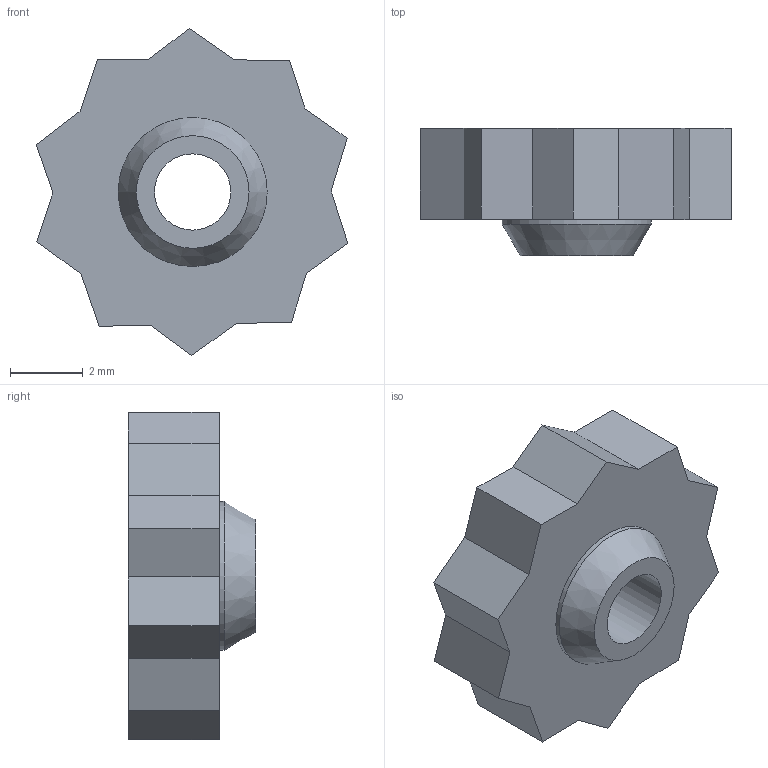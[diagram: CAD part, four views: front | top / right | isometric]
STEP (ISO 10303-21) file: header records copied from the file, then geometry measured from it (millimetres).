
FILE_DESCRIPTION(/* description */ (''),/* implementation_level */ '2;1');
FILE_NAME(/* name */ 'Baseplate P1.0.step',/* time_stamp */ '2018-01-23T15:02:58-05:00',/* author */ (''),/* organization */ (''),/* preprocessor_version */ 'ST-DEVELOPER v16.13',/* originating_system */ 'Autodesk Translation Framework v6.5.0.72',/* authorisation */ '');
FILE_SCHEMA (('AUTOMOTIVE_DESIGN { 1 0 10303 214 3 1 1 }'));
Length unit declared in the file: millimetre
Products named in the file (1): Baseplate P1.0
Bounding box: 8.58 x 3.5 x 9 mm (x, y, z)
Volume: 85.5 mm3; surface area: 233.9 mm2
Topology: 1 solids, 1 shells, 41 faces, 104 edges, 69 vertices
Faces by surface type: plane 36, cylinder 4, cone 1
Full cylindrical faces by diameter (mm): 2.1 x1, 2.5 x1, 4.1 x1, 4.2 x1
Entity records: 1245 total; most frequent: CARTESIAN_POINT 215, ORIENTED_EDGE 208, DIRECTION 197, EDGE_CURVE 104, LINE 95, VECTOR 95, VERTEX_POINT 69, AXIS2_PLACEMENT_3D 51
